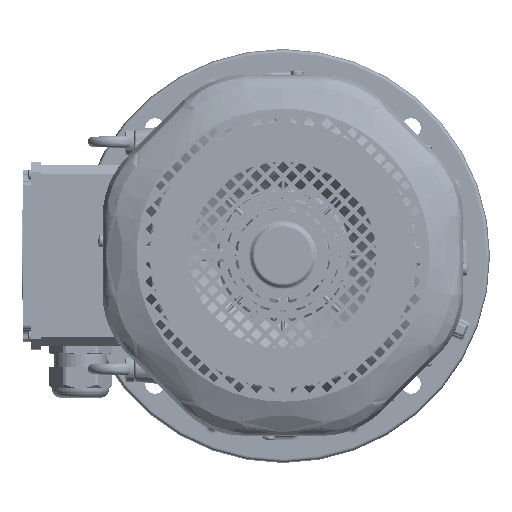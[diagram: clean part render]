
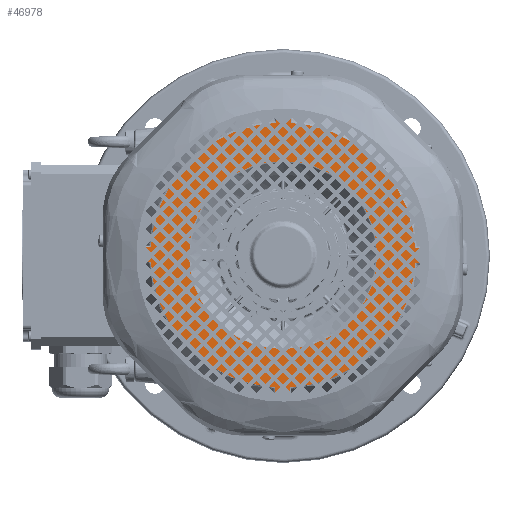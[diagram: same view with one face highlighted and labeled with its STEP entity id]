
A CAD part, top view. The second image highlights one B-rep face of the part: STEP entity #46978.
In plain terms, the highlighted planar face has unit normal (0, 0, 1).
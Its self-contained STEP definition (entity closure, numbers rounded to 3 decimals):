
#11710=FACE_BOUND('',#74810,.T.);
#11711=FACE_BOUND('',#74811,.T.);
#14760=PLANE('',#231015);
#24181=LINE('',#356125,#36989);
#24183=LINE('',#356145,#36991);
#24195=LINE('',#356410,#37003);
#24196=LINE('',#356426,#37004);
#24197=LINE('',#356435,#37005);
#24205=LINE('',#356777,#37013);
#24206=LINE('',#356793,#37014);
#24207=LINE('',#356802,#37015);
#24215=LINE('',#357131,#37023);
#24216=LINE('',#357334,#37024);
#24217=LINE('',#357338,#37025);
#24218=LINE('',#357340,#37026);
#36989=VECTOR('',#269149,1.);
#36991=VECTOR('',#269161,1.);
#37003=VECTOR('',#269221,1.);
#37004=VECTOR('',#269230,1.);
#37005=VECTOR('',#269237,1.);
#37013=VECTOR('',#269289,1.);
#37014=VECTOR('',#269298,1.);
#37015=VECTOR('',#269305,1.);
#37023=VECTOR('',#269359,1.);
#37024=VECTOR('',#269382,1.);
#37025=VECTOR('',#269389,1.);
#37026=VECTOR('',#269392,1.);
#46978=ADVANCED_FACE('',(#11710,#11711),#14760,.T.);
#74810=EDGE_LOOP('',(#121012,#121013,#121014,#121015,#121016,#121017,#121018,
#121019,#121020,#121021,#121022,#121023,#121024,#121025,#121026,#121027));
#74811=EDGE_LOOP('',(#121028));
#121012=ORIENTED_EDGE('',*,*,#195379,.T.);
#121013=ORIENTED_EDGE('',*,*,#195357,.T.);
#121014=ORIENTED_EDGE('',*,*,#195338,.T.);
#121015=ORIENTED_EDGE('',*,*,#195309,.T.);
#121016=ORIENTED_EDGE('',*,*,#195313,.T.);
#121017=ORIENTED_EDGE('',*,*,#195316,.T.);
#121018=ORIENTED_EDGE('',*,*,#195288,.T.);
#121019=ORIENTED_EDGE('',*,*,#195259,.T.);
#121020=ORIENTED_EDGE('',*,*,#195263,.T.);
#121021=ORIENTED_EDGE('',*,*,#195266,.T.);
#121022=ORIENTED_EDGE('',*,*,#195238,.T.);
#121023=ORIENTED_EDGE('',*,*,#195210,.T.);
#121024=ORIENTED_EDGE('',*,*,#195216,.T.);
#121025=ORIENTED_EDGE('',*,*,#195380,.T.);
#121026=ORIENTED_EDGE('',*,*,#195193,.T.);
#121027=ORIENTED_EDGE('',*,*,#195377,.T.);
#121028=ORIENTED_EDGE('',*,*,#195190,.T.);
#170510=VERTEX_POINT('',#356007);
#170513=VERTEX_POINT('',#356016);
#170514=VERTEX_POINT('',#356018);
#170522=VERTEX_POINT('',#356102);
#170527=VERTEX_POINT('',#356124);
#170530=VERTEX_POINT('',#356144);
#170543=VERTEX_POINT('',#356315);
#170546=VERTEX_POINT('',#356330);
#170558=VERTEX_POINT('',#356409);
#170559=VERTEX_POINT('',#356425);
#170571=VERTEX_POINT('',#356682);
#170574=VERTEX_POINT('',#356697);
#170586=VERTEX_POINT('',#356776);
#170587=VERTEX_POINT('',#356792);
#170599=VERTEX_POINT('',#357049);
#170610=VERTEX_POINT('',#357123);
#170619=VERTEX_POINT('',#357333);
#195190=EDGE_CURVE('',#170510,#170510,#217299,.T.);
#195193=EDGE_CURVE('',#170514,#170513,#217301,.T.);
#195210=EDGE_CURVE('',#170522,#170527,#24181,.T.);
#195216=EDGE_CURVE('',#170527,#170530,#24183,.T.);
#195238=EDGE_CURVE('',#170543,#170522,#217312,.T.);
#195259=EDGE_CURVE('',#170546,#170558,#24195,.T.);
#195263=EDGE_CURVE('',#170558,#170559,#24196,.T.);
#195266=EDGE_CURVE('',#170559,#170543,#24197,.T.);
#195288=EDGE_CURVE('',#170571,#170546,#217324,.T.);
#195309=EDGE_CURVE('',#170574,#170586,#24205,.T.);
#195313=EDGE_CURVE('',#170586,#170587,#24206,.T.);
#195316=EDGE_CURVE('',#170587,#170571,#24207,.T.);
#195338=EDGE_CURVE('',#170599,#170574,#217336,.T.);
#195357=EDGE_CURVE('',#170610,#170599,#24215,.T.);
#195377=EDGE_CURVE('',#170513,#170619,#24216,.T.);
#195379=EDGE_CURVE('',#170619,#170610,#24217,.T.);
#195380=EDGE_CURVE('',#170530,#170514,#24218,.T.);
#217299=CIRCLE('',#230902,90.828);
#217301=CIRCLE('',#230905,127.845);
#217312=CIRCLE('',#230930,127.845);
#217324=CIRCLE('',#230959,127.845);
#217336=CIRCLE('',#230988,127.845);
#230902=AXIS2_PLACEMENT_3D('',#356006,#269127,#269128);
#230905=AXIS2_PLACEMENT_3D('',#356017,#269133,#269134);
#230930=AXIS2_PLACEMENT_3D('',#356314,#269192,#269193);
#230959=AXIS2_PLACEMENT_3D('',#356681,#269260,#269261);
#230988=AXIS2_PLACEMENT_3D('',#357048,#269328,#269329);
#231015=AXIS2_PLACEMENT_3D('',#357341,#269393,#269394);
#269127=DIRECTION('',(0.,0.,-1.));
#269128=DIRECTION('',(0.,1.,0.));
#269133=DIRECTION('',(0.,0.,1.));
#269134=DIRECTION('',(-0.051,0.999,0.));
#269149=DIRECTION('',(0.004,1.,0.));
#269161=DIRECTION('',(-1.,0.004,0.));
#269192=DIRECTION('',(0.,0.,1.));
#269193=DIRECTION('',(0.999,0.051,0.));
#269221=DIRECTION('',(1.,-0.004,0.));
#269230=DIRECTION('',(0.004,1.,0.));
#269237=DIRECTION('',(-1.,0.004,0.));
#269260=DIRECTION('',(0.,0.,1.));
#269261=DIRECTION('',(0.051,-0.999,0.));
#269289=DIRECTION('',(-0.004,-1.,0.));
#269298=DIRECTION('',(1.,-0.004,0.));
#269305=DIRECTION('',(0.004,1.,0.));
#269328=DIRECTION('',(0.,0.,1.));
#269329=DIRECTION('',(-0.999,-0.051,0.));
#269359=DIRECTION('',(1.,-0.004,0.));
#269382=DIRECTION('',(-1.,0.004,0.));
#269389=DIRECTION('',(-0.004,-1.,0.));
#269392=DIRECTION('',(-0.004,-1.,0.));
#269393=DIRECTION('',(0.,0.,1.));
#269394=DIRECTION('',(1.,0.,0.));
#356006=CARTESIAN_POINT('',(0.,0.,1409.));
#356007=CARTESIAN_POINT('',(0.,90.828,1409.));
#356016=CARTESIAN_POINT('',(-127.618,7.621,1409.));
#356017=CARTESIAN_POINT('',(0.,0.,1409.));
#356018=CARTESIAN_POINT('',(-6.481,127.681,1409.));
#356102=CARTESIAN_POINT('',(7.621,127.618,1409.));
#356124=CARTESIAN_POINT('',(7.645,132.967,1409.));
#356125=CARTESIAN_POINT('',(7.621,127.618,1409.));
#356144=CARTESIAN_POINT('',(-6.457,133.03,1409.));
#356145=CARTESIAN_POINT('',(7.645,132.967,1409.));
#356314=CARTESIAN_POINT('',(0.,0.,1409.));
#356315=CARTESIAN_POINT('',(127.681,6.481,1409.));
#356330=CARTESIAN_POINT('',(127.618,-7.621,1409.));
#356409=CARTESIAN_POINT('',(132.967,-7.645,1409.));
#356410=CARTESIAN_POINT('',(127.618,-7.621,1409.));
#356425=CARTESIAN_POINT('',(133.03,6.457,1409.));
#356426=CARTESIAN_POINT('',(132.967,-7.645,1409.));
#356435=CARTESIAN_POINT('',(133.03,6.457,1409.));
#356681=CARTESIAN_POINT('',(0.,0.,1409.));
#356682=CARTESIAN_POINT('',(6.481,-127.681,1409.));
#356697=CARTESIAN_POINT('',(-7.621,-127.618,1409.));
#356776=CARTESIAN_POINT('',(-7.645,-132.967,1409.));
#356777=CARTESIAN_POINT('',(-7.621,-127.618,1409.));
#356792=CARTESIAN_POINT('',(6.457,-133.03,1409.));
#356793=CARTESIAN_POINT('',(-7.645,-132.967,1409.));
#356802=CARTESIAN_POINT('',(6.457,-133.03,1409.));
#357048=CARTESIAN_POINT('',(0.,0.,1409.));
#357049=CARTESIAN_POINT('',(-127.681,-6.481,1409.));
#357123=CARTESIAN_POINT('',(-133.03,-6.457,1409.));
#357131=CARTESIAN_POINT('',(-133.03,-6.457,1409.));
#357333=CARTESIAN_POINT('',(-132.967,7.645,1409.));
#357334=CARTESIAN_POINT('',(-127.618,7.621,1409.));
#357338=CARTESIAN_POINT('',(-132.967,7.645,1409.));
#357340=CARTESIAN_POINT('',(-6.457,133.03,1409.));
#357341=CARTESIAN_POINT('',(-140.83,-140.83,1409.));
